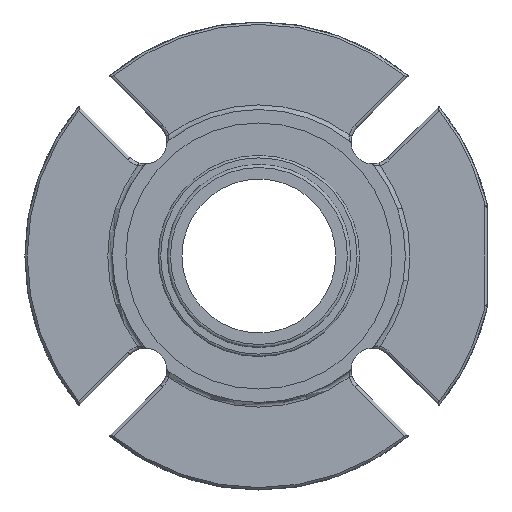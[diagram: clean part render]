
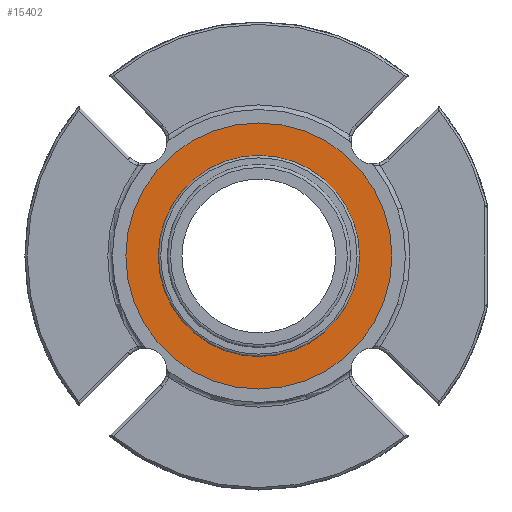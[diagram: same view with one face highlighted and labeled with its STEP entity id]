
A CAD part, left-side view. The second image highlights one B-rep face of the part: STEP entity #15402.
In plain terms, the highlighted planar face has unit normal (-1, 0, 0).
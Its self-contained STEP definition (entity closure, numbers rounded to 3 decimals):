
#2013=PLANE('',#16427);
#4467=ORIENTED_EDGE('',*,*,#6452,.T.);
#4468=ORIENTED_EDGE('',*,*,#6451,.F.);
#6451=EDGE_CURVE('',#7585,#7585,#8291,.F.);
#6452=EDGE_CURVE('',#7586,#7586,#8292,.T.);
#7585=VERTEX_POINT('',#26196);
#7586=VERTEX_POINT('',#26199);
#8291=CIRCLE('',#16426,32.703);
#8292=CIRCLE('',#16428,43.25);
#8986=EDGE_LOOP('',(#4467));
#8987=EDGE_LOOP('',(#4468));
#9764=FACE_BOUND('',#8986,.T.);
#9765=FACE_BOUND('',#8987,.T.);
#15402=ADVANCED_FACE('',(#9764,#9765),#2013,.F.);
#16426=AXIS2_PLACEMENT_3D('',#26195,#18883,#18884);
#16427=AXIS2_PLACEMENT_3D('',#26197,#18885,#18886);
#16428=AXIS2_PLACEMENT_3D('',#26198,#18887,#18888);
#18883=DIRECTION('',(1.,0.,0.));
#18884=DIRECTION('',(0.,1.,0.));
#18885=DIRECTION('',(1.,0.,0.));
#18886=DIRECTION('',(0.,0.,1.));
#18887=DIRECTION('',(-1.,0.,0.));
#18888=DIRECTION('',(0.,0.,-1.));
#26195=CARTESIAN_POINT('',(-0.711,0.,0.));
#26196=CARTESIAN_POINT('',(-0.711,32.703,0.));
#26197=CARTESIAN_POINT('',(-0.711,0.,-43.25));
#26198=CARTESIAN_POINT('',(-0.711,0.,0.));
#26199=CARTESIAN_POINT('',(-0.711,0.,-43.25));
